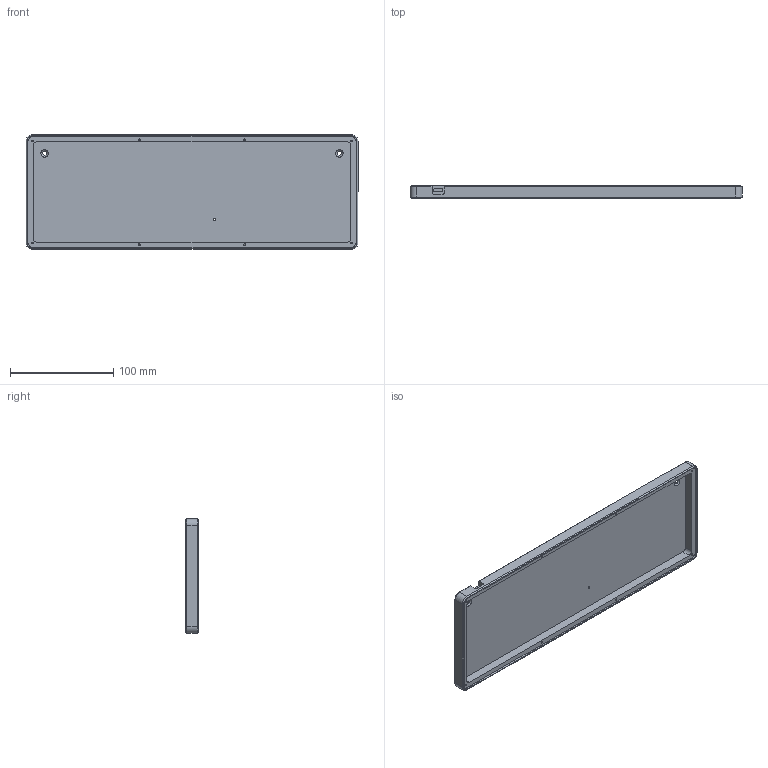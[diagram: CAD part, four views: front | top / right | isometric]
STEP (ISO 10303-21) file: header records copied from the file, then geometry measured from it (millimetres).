
FILE_DESCRIPTION (( 'STEP AP203' ), '1' );
FILE_NAME ('case-whitefox-rev-final.STEP', '2016-03-03T02:46:22', ( 'bmuzzin' ), ( '' ), 'SwSTEP 2.0', 'SolidWorks 2015', '' );
FILE_SCHEMA (( 'CONFIG_CONTROL_DESIGN' ));
Length unit declared in the file: inch
Products named in the file (1): case-whitefox-rev-final
Bounding box: 321 x 11.97 x 110.81 mm (x, y, z)
Volume: 119809.4 mm3; surface area: 88601.4 mm2
Topology: 1 solids, 1 shells, 101 faces, 255 edges, 150 vertices
Faces by surface type: cylinder 40, plane 33, cone 28
Entity records: 2996 total; most frequent: DIRECTION 535, CARTESIAN_POINT 491, ORIENTED_EDGE 478, EDGE_CURVE 239, AXIS2_PLACEMENT_3D 194, VERTEX_POINT 150, VECTOR 147, LINE 147
